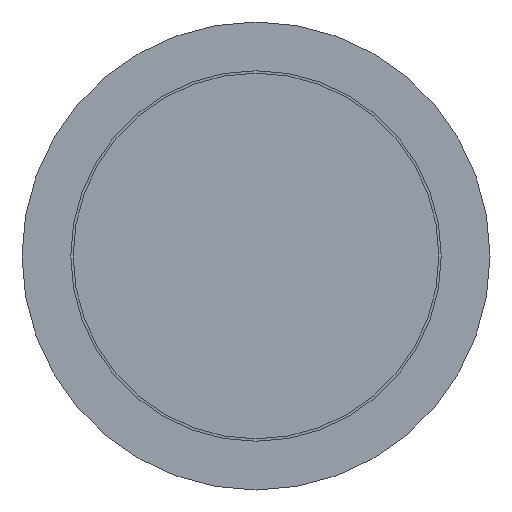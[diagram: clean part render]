
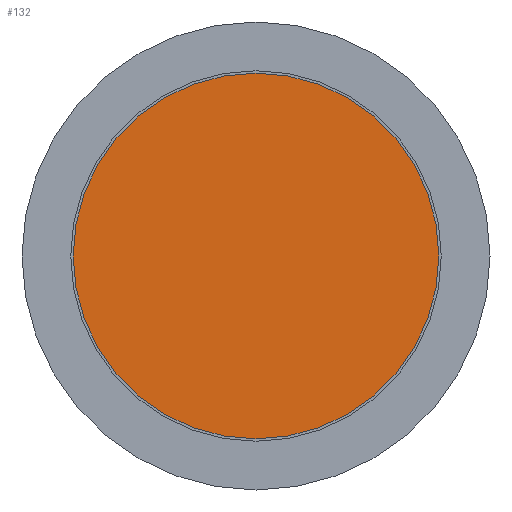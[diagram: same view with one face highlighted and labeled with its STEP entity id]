
A CAD part, front view. The second image highlights one B-rep face of the part: STEP entity #132.
In plain terms, the highlighted planar face has unit normal (0, -1, 0).
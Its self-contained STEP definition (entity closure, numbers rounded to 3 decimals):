
#15 = CIRCLE ( 'NONE', #294, 18.75 ) ;
#64 = PLANE ( 'NONE',  #403 ) ;
#66 = DIRECTION ( 'NONE',  ( 0., 0., 1. ) ) ;
#82 = EDGE_LOOP ( 'NONE', ( #328 ) ) ;
#122 = DIRECTION ( 'NONE',  ( 0., 0., -1. ) ) ;
#132 = ADVANCED_FACE ( 'NONE', ( #315 ), #64, .F. ) ;
#183 = VERTEX_POINT ( 'NONE', #447 ) ;
#286 = EDGE_CURVE ( 'NONE', #183, #183, #15, .T. ) ;
#294 = AXIS2_PLACEMENT_3D ( 'NONE', #336, #461, #122 ) ;
#315 = FACE_OUTER_BOUND ( 'NONE', #82, .T. ) ;
#328 = ORIENTED_EDGE ( 'NONE', *, *, #286, .T. ) ;
#336 = CARTESIAN_POINT ( 'NONE',  ( 0., 0., 0. ) ) ;
#401 = CARTESIAN_POINT ( 'NONE',  ( -18.75, 0., 0. ) ) ;
#403 = AXIS2_PLACEMENT_3D ( 'NONE', #401, #483, #66 ) ;
#447 = CARTESIAN_POINT ( 'NONE',  ( 0., 0., -18.75 ) ) ;
#461 = DIRECTION ( 'NONE',  ( 0., -1., 0. ) ) ;
#483 = DIRECTION ( 'NONE',  ( 0., 1., 0. ) ) ;
